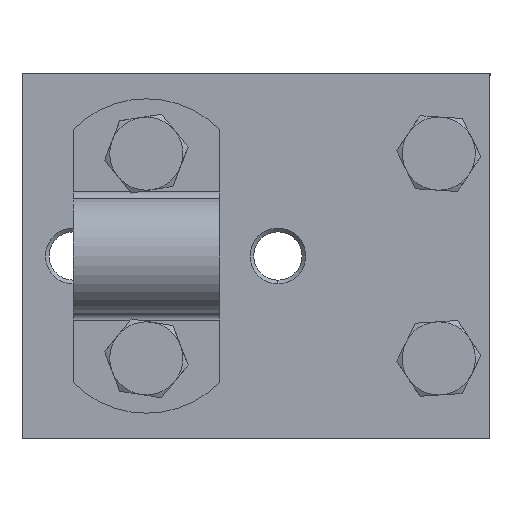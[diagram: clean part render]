
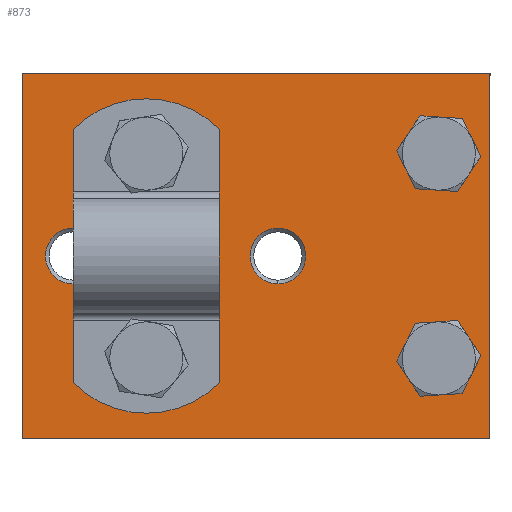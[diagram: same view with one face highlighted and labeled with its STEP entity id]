
A CAD part, front view. The second image highlights one B-rep face of the part: STEP entity #873.
In plain terms, the highlighted planar face has unit normal (0, -1, 0).
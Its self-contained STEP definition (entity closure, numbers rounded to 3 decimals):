
#41 = DIRECTION ( 'NONE',  ( 0., 0., 1. ) ) ;
#120 = CARTESIAN_POINT ( 'NONE',  ( 25., 0., 14. ) ) ;
#168 = LINE ( 'NONE', #2897, #1252 ) ;
#187 = DIRECTION ( 'NONE',  ( 0., 0., 1. ) ) ;
#216 = DIRECTION ( 'NONE',  ( 0., 1., 0. ) ) ;
#258 = VERTEX_POINT ( 'NONE', #421 ) ;
#265 = CIRCLE ( 'NONE', #2247, 3.8 ) ;
#277 = DIRECTION ( 'NONE',  ( 0., 1., 0. ) ) ;
#282 = VECTOR ( 'NONE', #1395, 1000. ) ;
#289 = EDGE_CURVE ( 'NONE', #2152, #1972, #3213, .T. ) ;
#310 = LINE ( 'NONE', #1067, #282 ) ;
#326 = CARTESIAN_POINT ( 'NONE',  ( -15., 0., -14. ) ) ;
#331 = ORIENTED_EDGE ( 'NONE', *, *, #1718, .T. ) ;
#357 = EDGE_CURVE ( 'NONE', #932, #1542, #519, .T. ) ;
#368 = VERTEX_POINT ( 'NONE', #3488 ) ;
#386 = ORIENTED_EDGE ( 'NONE', *, *, #447, .F. ) ;
#393 = CARTESIAN_POINT ( 'NONE',  ( 3., 0., -3.8 ) ) ;
#394 = CARTESIAN_POINT ( 'NONE',  ( 25., 0., 17.8 ) ) ;
#421 = CARTESIAN_POINT ( 'NONE',  ( 32., 0., -25. ) ) ;
#434 = ORIENTED_EDGE ( 'NONE', *, *, #2730, .T. ) ;
#435 = CIRCLE ( 'NONE', #713, 3.8 ) ;
#444 = DIRECTION ( 'NONE',  ( 0., 0., -1. ) ) ;
#447 = EDGE_CURVE ( 'NONE', #1874, #1882, #1732, .T. ) ;
#481 = EDGE_CURVE ( 'NONE', #1121, #2919, #1936, .T. ) ;
#515 = VERTEX_POINT ( 'NONE', #1185 ) ;
#519 = CIRCLE ( 'NONE', #861, 3.8 ) ;
#542 = ORIENTED_EDGE ( 'NONE', *, *, #2761, .T. ) ;
#557 = FACE_BOUND ( 'NONE', #2672, .T. ) ;
#560 = DIRECTION ( 'NONE',  ( 0., 0., 1. ) ) ;
#594 = EDGE_CURVE ( 'NONE', #1659, #515, #1306, .T. ) ;
#713 = AXIS2_PLACEMENT_3D ( 'NONE', #3215, #216, #1026 ) ;
#737 = CIRCLE ( 'NONE', #2499, 3.8 ) ;
#818 = DIRECTION ( 'NONE',  ( 0., 0., 1. ) ) ;
#822 = ORIENTED_EDGE ( 'NONE', *, *, #2365, .T. ) ;
#840 = FACE_BOUND ( 'NONE', #3313, .T. ) ;
#846 = CIRCLE ( 'NONE', #2847, 3.8 ) ;
#856 = DIRECTION ( 'NONE',  ( 0., 1., 0. ) ) ;
#861 = AXIS2_PLACEMENT_3D ( 'NONE', #1339, #2685, #1859 ) ;
#863 = DIRECTION ( 'NONE',  ( 0., 1., 0. ) ) ;
#873 = ADVANCED_FACE ( 'NONE', ( #2220, #3083, #557, #913, #840, #2181, #1921 ), #3013, .F. ) ;
#913 = FACE_BOUND ( 'NONE', #1117, .T. ) ;
#923 = DIRECTION ( 'NONE',  ( 0., 0., 1. ) ) ;
#932 = VERTEX_POINT ( 'NONE', #1960 ) ;
#1006 = ORIENTED_EDGE ( 'NONE', *, *, #2017, .T. ) ;
#1026 = DIRECTION ( 'NONE',  ( 0., 0., 1. ) ) ;
#1040 = CARTESIAN_POINT ( 'NONE',  ( 3., 0., 0. ) ) ;
#1062 = ORIENTED_EDGE ( 'NONE', *, *, #289, .T. ) ;
#1065 = ORIENTED_EDGE ( 'NONE', *, *, #3045, .T. ) ;
#1067 = CARTESIAN_POINT ( 'NONE',  ( -32., 0., -25. ) ) ;
#1071 = EDGE_CURVE ( 'NONE', #2889, #2758, #1335, .T. ) ;
#1073 = AXIS2_PLACEMENT_3D ( 'NONE', #2974, #2468, #41 ) ;
#1117 = EDGE_LOOP ( 'NONE', ( #1065, #3033 ) ) ;
#1121 = VERTEX_POINT ( 'NONE', #1279 ) ;
#1152 = AXIS2_PLACEMENT_3D ( 'NONE', #2734, #2530, #1374 ) ;
#1164 = DIRECTION ( 'NONE',  ( 0., 0., 1. ) ) ;
#1185 = CARTESIAN_POINT ( 'NONE',  ( 3., 0., 3.8 ) ) ;
#1252 = VECTOR ( 'NONE', #444, 1000. ) ;
#1279 = CARTESIAN_POINT ( 'NONE',  ( -15., 0., -17.8 ) ) ;
#1288 = ORIENTED_EDGE ( 'NONE', *, *, #357, .T. ) ;
#1306 = CIRCLE ( 'NONE', #3258, 3.8 ) ;
#1322 = EDGE_LOOP ( 'NONE', ( #2155, #434 ) ) ;
#1335 = CIRCLE ( 'NONE', #2718, 3.8 ) ;
#1339 = CARTESIAN_POINT ( 'NONE',  ( 25., 0., -14. ) ) ;
#1374 = DIRECTION ( 'NONE',  ( 0., 0., 1. ) ) ;
#1395 = DIRECTION ( 'NONE',  ( -1., 0., 0. ) ) ;
#1416 = CARTESIAN_POINT ( 'NONE',  ( 32., 0., 25. ) ) ;
#1451 = DIRECTION ( 'NONE',  ( 0., 1., 0. ) ) ;
#1463 = DIRECTION ( 'NONE',  ( 0., 0., 1. ) ) ;
#1489 = CARTESIAN_POINT ( 'NONE',  ( 3., 0., 0. ) ) ;
#1526 = CARTESIAN_POINT ( 'NONE',  ( 25., 0., -17.8 ) ) ;
#1534 = EDGE_CURVE ( 'NONE', #368, #1874, #2068, .T. ) ;
#1542 = VERTEX_POINT ( 'NONE', #1526 ) ;
#1554 = DIRECTION ( 'NONE',  ( 0., 0., 1. ) ) ;
#1604 = CARTESIAN_POINT ( 'NONE',  ( -15., 0., 17.8 ) ) ;
#1659 = VERTEX_POINT ( 'NONE', #393 ) ;
#1664 = ORIENTED_EDGE ( 'NONE', *, *, #594, .T. ) ;
#1718 = EDGE_CURVE ( 'NONE', #515, #1659, #265, .T. ) ;
#1724 = EDGE_CURVE ( 'NONE', #1972, #2152, #435, .T. ) ;
#1732 = LINE ( 'NONE', #1976, #2331 ) ;
#1738 = AXIS2_PLACEMENT_3D ( 'NONE', #1979, #1451, #923 ) ;
#1747 = ORIENTED_EDGE ( 'NONE', *, *, #3129, .F. ) ;
#1771 = DIRECTION ( 'NONE',  ( 0., 1., 0. ) ) ;
#1795 = ORIENTED_EDGE ( 'NONE', *, *, #1724, .T. ) ;
#1806 = DIRECTION ( 'NONE',  ( 0., 0., 1. ) ) ;
#1859 = DIRECTION ( 'NONE',  ( 0., 0., 1. ) ) ;
#1874 = VERTEX_POINT ( 'NONE', #3332 ) ;
#1882 = VERTEX_POINT ( 'NONE', #1416 ) ;
#1918 = ORIENTED_EDGE ( 'NONE', *, *, #1534, .F. ) ;
#1921 = FACE_OUTER_BOUND ( 'NONE', #2275, .T. ) ;
#1936 = CIRCLE ( 'NONE', #2984, 3.8 ) ;
#1956 = CARTESIAN_POINT ( 'NONE',  ( -15., 0., -10.2 ) ) ;
#1960 = CARTESIAN_POINT ( 'NONE',  ( 25., 0., -10.2 ) ) ;
#1972 = VERTEX_POINT ( 'NONE', #3041 ) ;
#1976 = CARTESIAN_POINT ( 'NONE',  ( -32., 0., 25. ) ) ;
#1979 = CARTESIAN_POINT ( 'NONE',  ( -25., 0., 0. ) ) ;
#2012 = DIRECTION ( 'NONE',  ( 0., 1., 0. ) ) ;
#2016 = VECTOR ( 'NONE', #1806, 1000. ) ;
#2017 = EDGE_CURVE ( 'NONE', #2954, #2891, #3285, .T. ) ;
#2068 = LINE ( 'NONE', #2914, #2016 ) ;
#2104 = ORIENTED_EDGE ( 'NONE', *, *, #2404, .F. ) ;
#2105 = DIRECTION ( 'NONE',  ( 0., 1., 0. ) ) ;
#2152 = VERTEX_POINT ( 'NONE', #1604 ) ;
#2155 = ORIENTED_EDGE ( 'NONE', *, *, #481, .T. ) ;
#2160 = CARTESIAN_POINT ( 'NONE',  ( 25., 0., 10.2 ) ) ;
#2181 = FACE_BOUND ( 'NONE', #2452, .T. ) ;
#2220 = FACE_BOUND ( 'NONE', #3067, .T. ) ;
#2247 = AXIS2_PLACEMENT_3D ( 'NONE', #1040, #2105, #1554 ) ;
#2253 = CARTESIAN_POINT ( 'NONE',  ( -25., 0., -3.8 ) ) ;
#2258 = DIRECTION ( 'NONE',  ( 1., 0., 0. ) ) ;
#2275 = EDGE_LOOP ( 'NONE', ( #1747, #386, #1918, #2104 ) ) ;
#2305 = DIRECTION ( 'NONE',  ( 0., 1., 0. ) ) ;
#2331 = VECTOR ( 'NONE', #2258, 1000. ) ;
#2365 = EDGE_CURVE ( 'NONE', #2891, #2954, #846, .T. ) ;
#2404 = EDGE_CURVE ( 'NONE', #258, #368, #310, .T. ) ;
#2452 = EDGE_LOOP ( 'NONE', ( #1664, #331 ) ) ;
#2468 = DIRECTION ( 'NONE',  ( 0., 1., 0. ) ) ;
#2499 = AXIS2_PLACEMENT_3D ( 'NONE', #3182, #2671, #187 ) ;
#2530 = DIRECTION ( 'NONE',  ( 0., 1., 0. ) ) ;
#2557 = AXIS2_PLACEMENT_3D ( 'NONE', #2750, #856, #818 ) ;
#2615 = CIRCLE ( 'NONE', #1073, 3.8 ) ;
#2671 = DIRECTION ( 'NONE',  ( 0., 1., 0. ) ) ;
#2672 = EDGE_LOOP ( 'NONE', ( #542, #1288 ) ) ;
#2685 = DIRECTION ( 'NONE',  ( 0., 1., 0. ) ) ;
#2691 = AXIS2_PLACEMENT_3D ( 'NONE', #3401, #1771, #560 ) ;
#2718 = AXIS2_PLACEMENT_3D ( 'NONE', #120, #2305, #1463 ) ;
#2730 = EDGE_CURVE ( 'NONE', #2919, #1121, #3030, .T. ) ;
#2734 = CARTESIAN_POINT ( 'NONE',  ( 0., 0., 0. ) ) ;
#2750 = CARTESIAN_POINT ( 'NONE',  ( -15., 0., -14. ) ) ;
#2758 = VERTEX_POINT ( 'NONE', #2160 ) ;
#2761 = EDGE_CURVE ( 'NONE', #1542, #932, #2615, .T. ) ;
#2847 = AXIS2_PLACEMENT_3D ( 'NONE', #3274, #277, #3327 ) ;
#2866 = DIRECTION ( 'NONE',  ( 0., 0., 1. ) ) ;
#2889 = VERTEX_POINT ( 'NONE', #394 ) ;
#2891 = VERTEX_POINT ( 'NONE', #3405 ) ;
#2897 = CARTESIAN_POINT ( 'NONE',  ( 32., 0., -25. ) ) ;
#2914 = CARTESIAN_POINT ( 'NONE',  ( -32., 0., -25. ) ) ;
#2919 = VERTEX_POINT ( 'NONE', #1956 ) ;
#2954 = VERTEX_POINT ( 'NONE', #2253 ) ;
#2974 = CARTESIAN_POINT ( 'NONE',  ( 25., 0., -14. ) ) ;
#2984 = AXIS2_PLACEMENT_3D ( 'NONE', #326, #863, #1164 ) ;
#3013 = PLANE ( 'NONE',  #1152 ) ;
#3030 = CIRCLE ( 'NONE', #2557, 3.8 ) ;
#3033 = ORIENTED_EDGE ( 'NONE', *, *, #1071, .T. ) ;
#3041 = CARTESIAN_POINT ( 'NONE',  ( -15., 0., 10.2 ) ) ;
#3045 = EDGE_CURVE ( 'NONE', #2758, #2889, #737, .T. ) ;
#3067 = EDGE_LOOP ( 'NONE', ( #1006, #822 ) ) ;
#3083 = FACE_BOUND ( 'NONE', #1322, .T. ) ;
#3129 = EDGE_CURVE ( 'NONE', #1882, #258, #168, .T. ) ;
#3182 = CARTESIAN_POINT ( 'NONE',  ( 25., 0., 14. ) ) ;
#3213 = CIRCLE ( 'NONE', #2691, 3.8 ) ;
#3215 = CARTESIAN_POINT ( 'NONE',  ( -15., 0., 14. ) ) ;
#3258 = AXIS2_PLACEMENT_3D ( 'NONE', #1489, #2012, #2866 ) ;
#3274 = CARTESIAN_POINT ( 'NONE',  ( -25., 0., 0. ) ) ;
#3285 = CIRCLE ( 'NONE', #1738, 3.8 ) ;
#3313 = EDGE_LOOP ( 'NONE', ( #1795, #1062 ) ) ;
#3327 = DIRECTION ( 'NONE',  ( 0., 0., 1. ) ) ;
#3332 = CARTESIAN_POINT ( 'NONE',  ( -32., 0., 25. ) ) ;
#3401 = CARTESIAN_POINT ( 'NONE',  ( -15., 0., 14. ) ) ;
#3405 = CARTESIAN_POINT ( 'NONE',  ( -25., 0., 3.8 ) ) ;
#3488 = CARTESIAN_POINT ( 'NONE',  ( -32., 0., -25. ) ) ;
